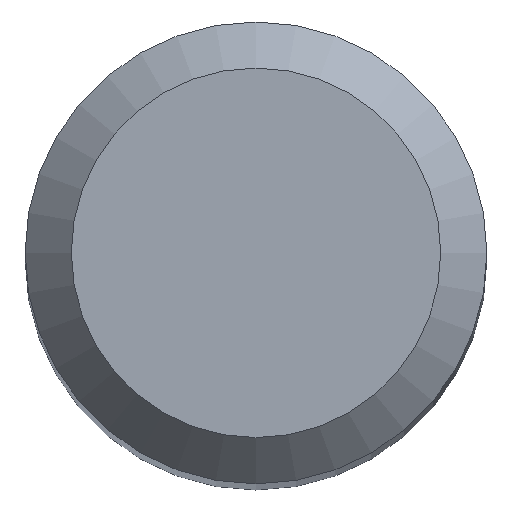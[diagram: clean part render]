
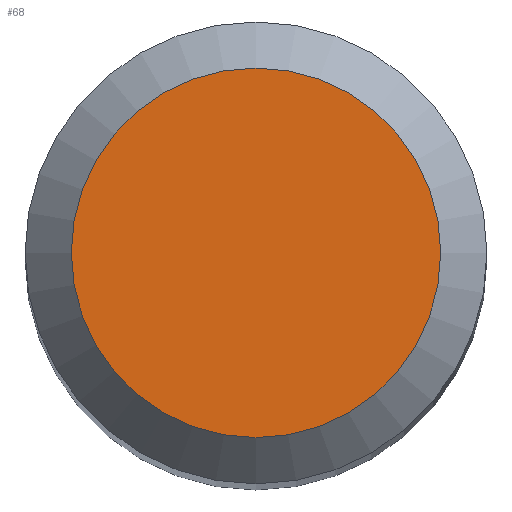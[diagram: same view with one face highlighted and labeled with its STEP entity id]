
A CAD part, top view. The second image highlights one B-rep face of the part: STEP entity #68.
In plain terms, the highlighted planar face has unit normal (0, 0, 1).
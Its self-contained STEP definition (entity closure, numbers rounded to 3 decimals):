
#41 = DIRECTION ( 'NONE',  ( 0., 0., 1. ) ) ;
#62 = DIRECTION ( 'NONE',  ( 0., 0., 1. ) ) ;
#63 = AXIS2_PLACEMENT_3D ( 'NONE', #178, #62, #232 ) ;
#68 = ADVANCED_FACE ( 'NONE', ( #198 ), #201, .T. ) ;
#72 = EDGE_CURVE ( 'NONE', #124, #124, #241, .T. ) ;
#115 = AXIS2_PLACEMENT_3D ( 'NONE', #157, #41, #197 ) ;
#124 = VERTEX_POINT ( 'NONE', #202 ) ;
#152 = EDGE_LOOP ( 'NONE', ( #193 ) ) ;
#157 = CARTESIAN_POINT ( 'NONE',  ( 0., 0., 38. ) ) ;
#178 = CARTESIAN_POINT ( 'NONE',  ( 0., 0., 38. ) ) ;
#193 = ORIENTED_EDGE ( 'NONE', *, *, #72, .T. ) ;
#197 = DIRECTION ( 'NONE',  ( 1., 0., 0. ) ) ;
#198 = FACE_OUTER_BOUND ( 'NONE', #152, .T. ) ;
#201 = PLANE ( 'NONE',  #115 ) ;
#202 = CARTESIAN_POINT ( 'NONE',  ( 1.6, 0., 38. ) ) ;
#232 = DIRECTION ( 'NONE',  ( 1., 0., 0. ) ) ;
#241 = CIRCLE ( 'NONE', #63, 1.6 ) ;
